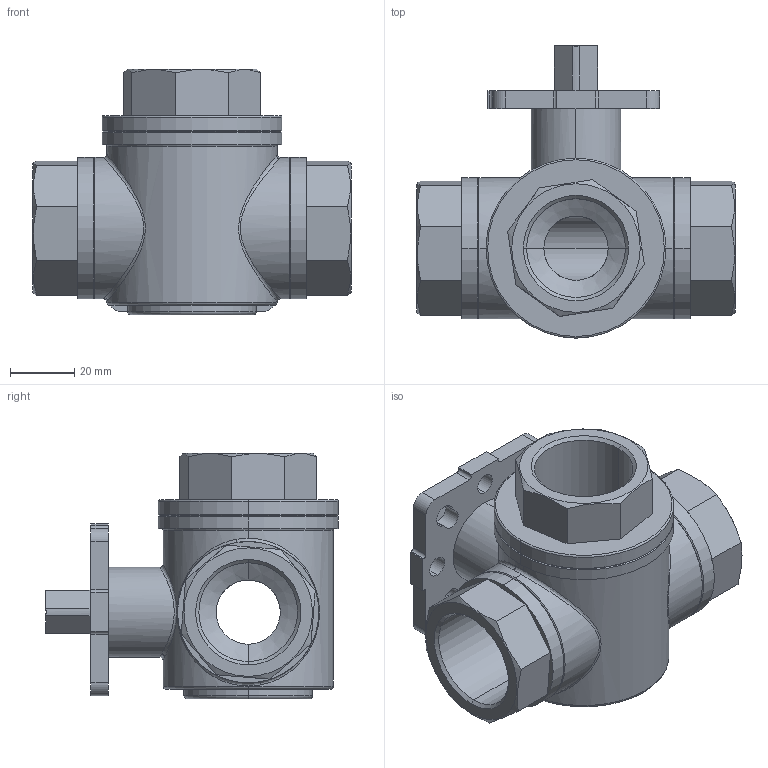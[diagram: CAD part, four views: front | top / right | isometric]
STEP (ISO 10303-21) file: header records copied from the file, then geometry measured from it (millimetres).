
FILE_DESCRIPTION (( 'STEP AP203' ), '1' );
FILE_NAME ('Type1612-DN25.STEP', '2011-02-08T08:51:29', ( 'Jes Rudebeck' ), ( 'JETEK Rådgivende Maskiningeniør ApS' ), 'SwSTEP 2.0', 'SolidWorks 2010', '' );
FILE_SCHEMA (( 'CONFIG_CONTROL_DESIGN' ));
Length unit declared in the file: millimetre
Products named in the file (1): Type1612-DN25
Bounding box: 99 x 91 x 76.5 mm (x, y, z)
Volume: 176701.2 mm3; surface area: 41922.9 mm2
Topology: 1 solids, 1 shells, 172 faces, 440 edges, 278 vertices
Faces by surface type: plane 69, cylinder 59, cone 30, torus 8, bspline 6
Entity records: 7289 total; most frequent: CARTESIAN_POINT 3019, ORIENTED_EDGE 880, DIRECTION 874, EDGE_CURVE 440, AXIS2_PLACEMENT_3D 323, VERTEX_POINT 278, VECTOR 228, LINE 228
